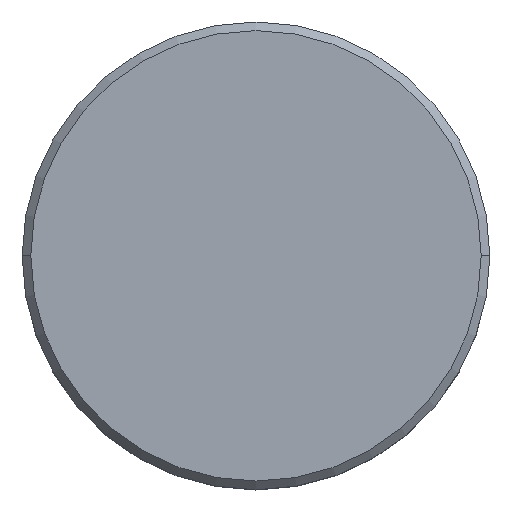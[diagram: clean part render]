
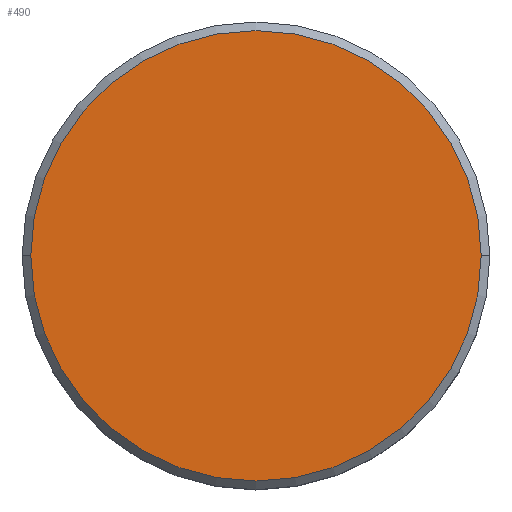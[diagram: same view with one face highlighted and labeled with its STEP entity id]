
A CAD part, top view. The second image highlights one B-rep face of the part: STEP entity #490.
In plain terms, the highlighted planar face has unit normal (0, 0, 1).
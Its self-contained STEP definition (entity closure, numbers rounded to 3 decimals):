
#47 = AXIS2_PLACEMENT_3D ( 'NONE', #147, #292, #327 ) ;
#88 = EDGE_CURVE ( 'NONE', #231, #237, #184, .T. ) ;
#143 = DIRECTION ( 'NONE',  ( 1., 0., 0. ) ) ;
#147 = CARTESIAN_POINT ( 'NONE',  ( 0., 0., 0. ) ) ;
#149 = CARTESIAN_POINT ( 'NONE',  ( 0., 0., 0. ) ) ;
#153 = DIRECTION ( 'NONE',  ( 0., 0., 1. ) ) ;
#154 = EDGE_CURVE ( 'NONE', #237, #231, #277, .T. ) ;
#182 = ORIENTED_EDGE ( 'NONE', *, *, #88, .T. ) ;
#184 = CIRCLE ( 'NONE', #47, 13. ) ;
#231 = VERTEX_POINT ( 'NONE', #390 ) ;
#232 = FACE_OUTER_BOUND ( 'NONE', #322, .T. ) ;
#237 = VERTEX_POINT ( 'NONE', #261 ) ;
#261 = CARTESIAN_POINT ( 'NONE',  ( -13., 0., 0. ) ) ;
#277 = CIRCLE ( 'NONE', #287, 13. ) ;
#287 = AXIS2_PLACEMENT_3D ( 'NONE', #511, #153, #481 ) ;
#292 = DIRECTION ( 'NONE',  ( 0., 0., 1. ) ) ;
#322 = EDGE_LOOP ( 'NONE', ( #586, #182 ) ) ;
#327 = DIRECTION ( 'NONE',  ( 1., 0., 0. ) ) ;
#390 = CARTESIAN_POINT ( 'NONE',  ( 13., 0., 0. ) ) ;
#456 = PLANE ( 'NONE',  #530 ) ;
#481 = DIRECTION ( 'NONE',  ( 1., 0., 0. ) ) ;
#490 = ADVANCED_FACE ( 'NONE', ( #232 ), #456, .T. ) ;
#508 = DIRECTION ( 'NONE',  ( 0., 0., 1. ) ) ;
#511 = CARTESIAN_POINT ( 'NONE',  ( 0., 0., 0. ) ) ;
#530 = AXIS2_PLACEMENT_3D ( 'NONE', #149, #508, #143 ) ;
#586 = ORIENTED_EDGE ( 'NONE', *, *, #154, .T. ) ;
